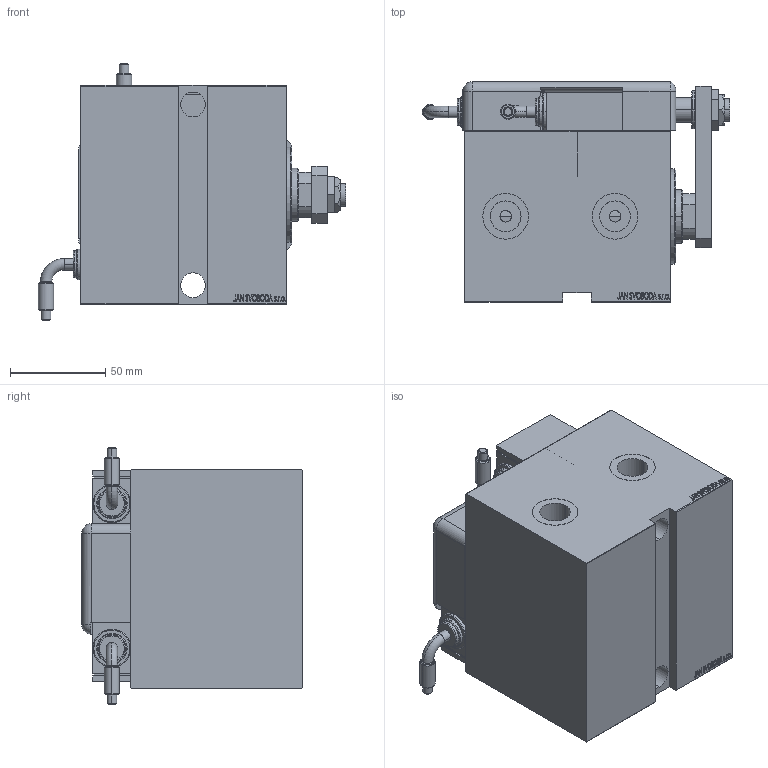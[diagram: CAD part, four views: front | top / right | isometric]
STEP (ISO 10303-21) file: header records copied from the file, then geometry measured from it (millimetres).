
FILE_DESCRIPTION (( 'STEP AP203' ), '1' );
FILE_NAME ('37d1.STEP', '2025-05-26T17:25:05', ( '' ), ( '' ), 'SwSTEP 2.0', 'SolidWorks 2019', '' );
FILE_SCHEMA (( 'CONFIG_CONTROL_DESIGN' ));
Length unit declared in the file: millimetre
Products named in the file (13): ZARAZKA_Q cf7264c557696e683032a1b57a2d94ca; KRYT cf7264c557696e683032a1b57a2d94ca; SWITCH_Q_FRONT_BACK cf7264c557696e683032a1b57a2d94ca; MAGNETIC SWITCH Q cf7264c557696e683032a1b57a2d94ca; NUT_D13 cf7264c557696e683032a1b57a2d94ca; NUT_D19 cf7264c557696e683032a1b57a2d94ca; SWITCH DIM A_G cf7264c557696e683032a1b57a2d94ca; V450CM_E_Body cf7264c557696e683032a1b57a2d94ca; V450CM_VC_B cf7264c557696e683032a1b57a2d94ca; TYC cf7264c557696e683032a1b57a2d94ca; 37d1; V450CM_E_VCP cf7264c557696e683032a1b57a2d94ca; SWITCH Q cf7264c557696e683032a1b57a2d94ca
Assembly tree (13 placements, depth 3):
  37d1
    V450CM_E_Body cf7264c557696e683032a1b57a2d94ca
    V450CM_E_VCP cf7264c557696e683032a1b57a2d94ca
    V450CM_VC_B cf7264c557696e683032a1b57a2d94ca
    MAGNETIC SWITCH Q cf7264c557696e683032a1b57a2d94ca
      SWITCH_Q_FRONT_BACK cf7264c557696e683032a1b57a2d94ca
      TYC cf7264c557696e683032a1b57a2d94ca
      ZARAZKA_Q cf7264c557696e683032a1b57a2d94ca
      SWITCH DIM A_G cf7264c557696e683032a1b57a2d94ca
      NUT_D19 cf7264c557696e683032a1b57a2d94ca
      NUT_D13 cf7264c557696e683032a1b57a2d94ca
      KRYT cf7264c557696e683032a1b57a2d94ca
      SWITCH Q cf7264c557696e683032a1b57a2d94ca  x2
Bounding box: 161.46 x 115.8 x 135.01 mm (x, y, z)
Volume: 1162184.9 mm3; surface area: 187987.4 mm2
Topology: 13 solids, 13 shells, 1258 faces, 3192 edges, 2101 vertices
Faces by surface type: plane 618, bspline 475, cylinder 107, cone 34, torus 22, sphere 2
Entity records: 60232 total; most frequent: CARTESIAN_POINT 32727, ORIENTED_EDGE 6128, DIRECTION 3834, EDGE_CURVE 3064, VERTEX_POINT 2024, LINE 1838, VECTOR 1838, EDGE_LOOP 1368
